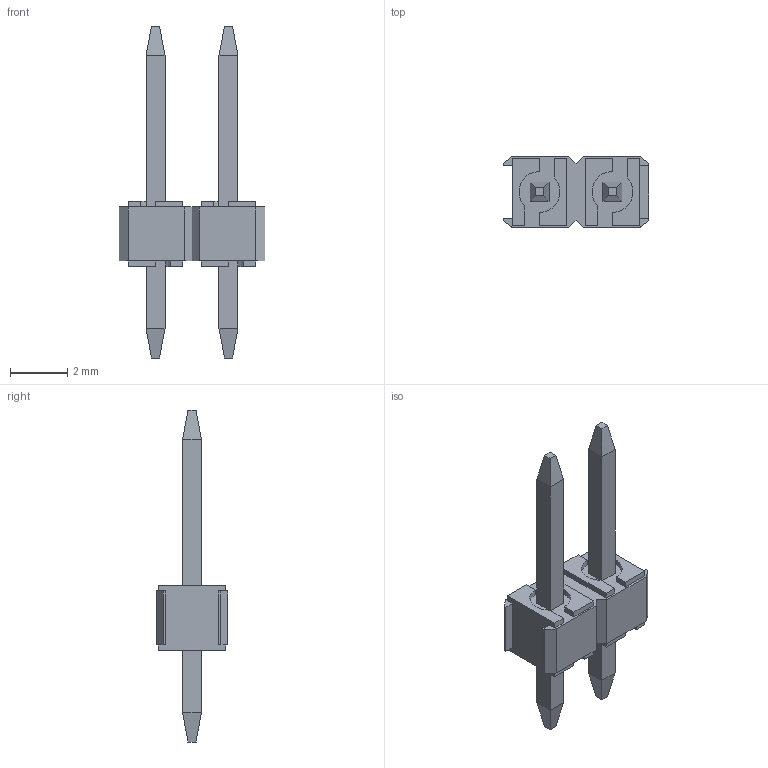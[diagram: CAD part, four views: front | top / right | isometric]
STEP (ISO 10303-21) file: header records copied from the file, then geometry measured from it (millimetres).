
FILE_DESCRIPTION( ( '' ), ' ' );
FILE_NAME( '5b55118be10c190e9c1c2bd1.step', '2018-07-22T23:21:47', ( '' ), ( '' ), ' ', ' ', ' ' );
FILE_SCHEMA( ( 'AUTOMOTIVE_DESIGN { 1 0 10303 214 1 1 1 1 }' ) );
Length unit declared in the file: metre
Products named in the file (5): Open CASCADE STEP translator 6.8 2; Open CASCADE STEP translator 6.8 1
Bounding box: 5.08 x 2.49 x 11.56 mm (x, y, z)
Volume: 31.5 mm3; surface area: 109.5 mm2
Topology: 1 solids, 1 shells, 116 faces, 302 edges, 200 vertices
Faces by surface type: plane 108, cylinder 8
Entity records: 5976 total; most frequent: CARTESIAN_POINT 623, ORIENTED_EDGE 596, DIRECTION 564, STYLED_ITEM 418, PRESENTATION_STYLE_ASSIGNMENT 418, COLOUR_RGB 418, CURVE_STYLE 302, DRAUGHTING_PRE_DEFINED_CURVE_FONT 302
